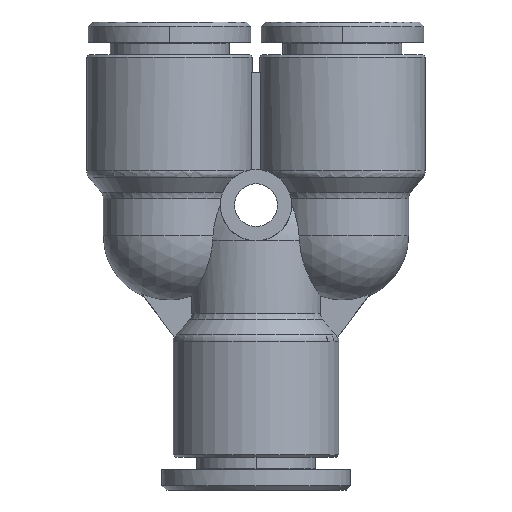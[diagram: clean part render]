
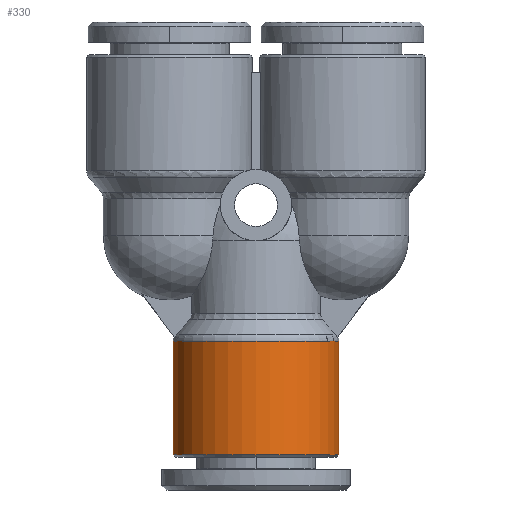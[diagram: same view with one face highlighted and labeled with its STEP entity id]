
A CAD part, front view. The second image highlights one B-rep face of the part: STEP entity #330.
In plain terms, the highlighted cylindrical face has radius 8.15 mm (diameter 16.3 mm), a partial arc.
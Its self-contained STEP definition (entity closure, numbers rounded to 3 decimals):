
#280=CARTESIAN_POINT('',(-20.233,0.,-8.5));
#281=DIRECTION('',(1.0,0.,0.));
#282=DIRECTION('',(0.0,0.0,1.0));
#283=AXIS2_PLACEMENT_3D('',#280,#281,#282);
#284=CYLINDRICAL_SURFACE('',#283,8.15);
#285=CARTESIAN_POINT('',(-26.783,0.,-0.35));
#286=VERTEX_POINT('',#285);
#287=CARTESIAN_POINT('',(-15.592,0.,-0.35));
#288=VERTEX_POINT('',#287);
#289=CARTESIAN_POINT('',(-26.783,0.,-0.35));
#290=DIRECTION('',(1.0,0.0,0.0));
#291=VECTOR('',#290,11.191);
#292=LINE('',#289,#291);
#293=EDGE_CURVE('',#286,#288,#292,.T.);
#294=ORIENTED_EDGE('',*,*,#293,.F.);
#295=CARTESIAN_POINT('',(-26.783,-8.15,-8.5));
#296=VERTEX_POINT('',#295);
#297=CARTESIAN_POINT('',(-26.783,0.,-8.5));
#298=DIRECTION('',(-1.0,0.0,0.0));
#299=DIRECTION('',(0.0,1.0,0.0));
#300=AXIS2_PLACEMENT_3D('',#297,#298,#299);
#301=CIRCLE('',#300,8.15);
#302=EDGE_CURVE('',#296,#286,#301,.T.);
#303=ORIENTED_EDGE('',*,*,#302,.F.);
#304=CARTESIAN_POINT('',(-26.783,0.,-16.65));
#305=VERTEX_POINT('',#304);
#306=CARTESIAN_POINT('',(-26.783,0.,-8.5));
#307=DIRECTION('',(-1.0,0.0,0.0));
#308=DIRECTION('',(0.0,1.0,0.0));
#309=AXIS2_PLACEMENT_3D('',#306,#307,#308);
#310=CIRCLE('',#309,8.15);
#311=EDGE_CURVE('',#305,#296,#310,.T.);
#312=ORIENTED_EDGE('',*,*,#311,.F.);
#313=CARTESIAN_POINT('',(-15.592,0.,-16.65));
#314=VERTEX_POINT('',#313);
#315=CARTESIAN_POINT('',(-15.592,0.,-16.65));
#316=DIRECTION('',(-1.0,0.0,0.0));
#317=VECTOR('',#316,11.191);
#318=LINE('',#315,#317);
#319=EDGE_CURVE('',#314,#305,#318,.T.);
#320=ORIENTED_EDGE('',*,*,#319,.F.);
#321=CARTESIAN_POINT('',(-15.592,0.,-8.5));
#322=DIRECTION('',(1.0,0.0,0.0));
#323=DIRECTION('',(0.0,0.0,-1.0));
#324=AXIS2_PLACEMENT_3D('',#321,#322,#323);
#325=CIRCLE('',#324,8.15);
#326=EDGE_CURVE('',#288,#314,#325,.T.);
#327=ORIENTED_EDGE('',*,*,#326,.F.);
#328=EDGE_LOOP('',(#294,#303,#312,#320,#327));
#329=FACE_OUTER_BOUND('',#328,.T.);
#330=ADVANCED_FACE('',(#329),#284,.T.);
